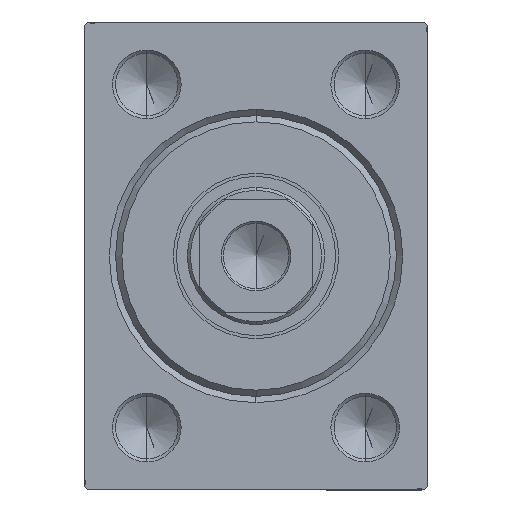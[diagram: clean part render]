
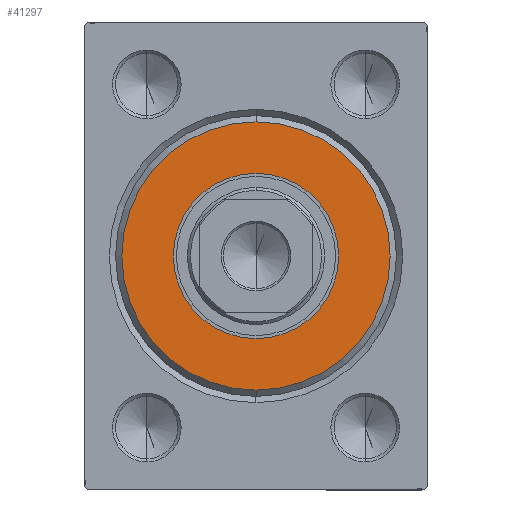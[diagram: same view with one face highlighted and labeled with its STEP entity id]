
A CAD part, left-side view. The second image highlights one B-rep face of the part: STEP entity #41297.
In plain terms, the highlighted face is planar.
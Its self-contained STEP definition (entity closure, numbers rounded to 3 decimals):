
#1254 = CARTESIAN_POINT ( 'NONE',  ( 3., 0., -21.5 ) ) ;
#1425 = VERTEX_POINT ( 'NONE', #37655 ) ;
#2357 = CARTESIAN_POINT ( 'NONE',  ( 3., 0., 0. ) ) ;
#3060 = CIRCLE ( 'NONE', #28310, 21.5 ) ;
#3442 = EDGE_CURVE ( 'NONE', #25055, #1425, #17043, .T. ) ;
#6179 = PLANE ( 'NONE',  #40581 ) ;
#6228 = AXIS2_PLACEMENT_3D ( 'NONE', #23836, #13670, #6888 ) ;
#6870 = DIRECTION ( 'NONE',  ( 0., 0., -1. ) ) ;
#6888 = DIRECTION ( 'NONE',  ( 0., 0., -1. ) ) ;
#7934 = EDGE_CURVE ( 'NONE', #26855, #37860, #19912, .T. ) ;
#7962 = DIRECTION ( 'NONE',  ( 0., 0., -1. ) ) ;
#8065 = CARTESIAN_POINT ( 'NONE',  ( 3., 0., 0. ) ) ;
#8914 = FACE_BOUND ( 'NONE', #24061, .T. ) ;
#11668 = EDGE_LOOP ( 'NONE', ( #34483, #15031 ) ) ;
#13670 = DIRECTION ( 'NONE',  ( 1., 0., 0. ) ) ;
#14618 = CARTESIAN_POINT ( 'NONE',  ( 3., 0., 13.25 ) ) ;
#15031 = ORIENTED_EDGE ( 'NONE', *, *, #7934, .T. ) ;
#16877 = ORIENTED_EDGE ( 'NONE', *, *, #39807, .F. ) ;
#17043 = CIRCLE ( 'NONE', #6228, 13.25 ) ;
#17838 = AXIS2_PLACEMENT_3D ( 'NONE', #20870, #27659, #6870 ) ;
#18007 = DIRECTION ( 'NONE',  ( 1., 0., 0. ) ) ;
#19912 = CIRCLE ( 'NONE', #17838, 21.5 ) ;
#20727 = CIRCLE ( 'NONE', #22885, 13.25 ) ;
#20870 = CARTESIAN_POINT ( 'NONE',  ( 3., 0., 0. ) ) ;
#22717 = ORIENTED_EDGE ( 'NONE', *, *, #3442, .F. ) ;
#22885 = AXIS2_PLACEMENT_3D ( 'NONE', #8065, #18007, #35425 ) ;
#23836 = CARTESIAN_POINT ( 'NONE',  ( 3., 0., 0. ) ) ;
#24061 = EDGE_LOOP ( 'NONE', ( #16877, #22717 ) ) ;
#25055 = VERTEX_POINT ( 'NONE', #14618 ) ;
#26303 = CARTESIAN_POINT ( 'NONE',  ( 3., 0., 21.5 ) ) ;
#26855 = VERTEX_POINT ( 'NONE', #1254 ) ;
#27659 = DIRECTION ( 'NONE',  ( 1., 0., 0. ) ) ;
#28310 = AXIS2_PLACEMENT_3D ( 'NONE', #28528, #38955, #7962 ) ;
#28528 = CARTESIAN_POINT ( 'NONE',  ( 3., 0., 0. ) ) ;
#32646 = DIRECTION ( 'NONE',  ( 0., 0., -1. ) ) ;
#34483 = ORIENTED_EDGE ( 'NONE', *, *, #43644, .T. ) ;
#35425 = DIRECTION ( 'NONE',  ( 0., 0., -1. ) ) ;
#37655 = CARTESIAN_POINT ( 'NONE',  ( 3., 0., -13.25 ) ) ;
#37860 = VERTEX_POINT ( 'NONE', #26303 ) ;
#38955 = DIRECTION ( 'NONE',  ( 1., 0., 0. ) ) ;
#39807 = EDGE_CURVE ( 'NONE', #1425, #25055, #20727, .T. ) ;
#40572 = FACE_OUTER_BOUND ( 'NONE', #11668, .T. ) ;
#40581 = AXIS2_PLACEMENT_3D ( 'NONE', #2357, #43316, #32646 ) ;
#41297 = ADVANCED_FACE ( 'NONE', ( #40572, #8914 ), #6179, .T. ) ;
#43316 = DIRECTION ( 'NONE',  ( 1., 0., 0. ) ) ;
#43644 = EDGE_CURVE ( 'NONE', #37860, #26855, #3060, .T. ) ;
